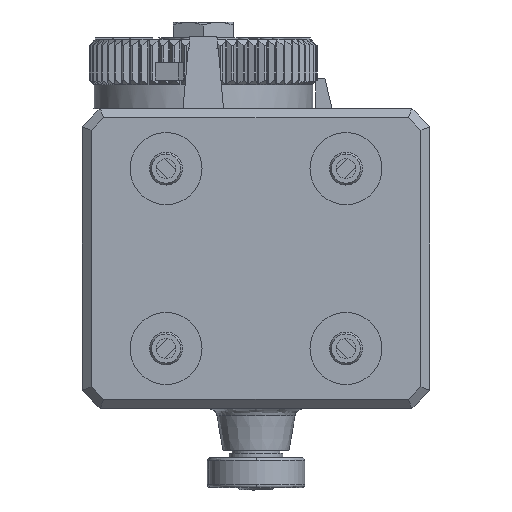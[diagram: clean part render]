
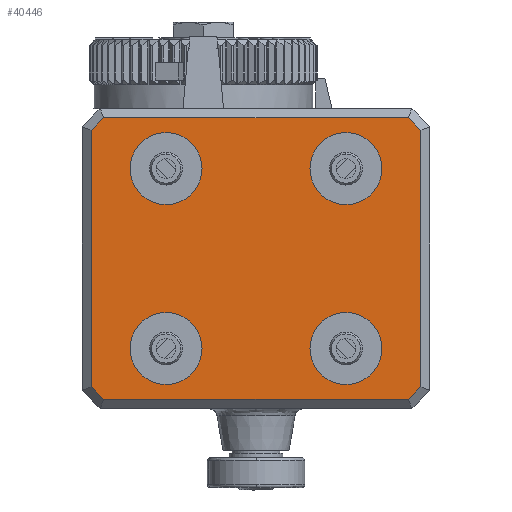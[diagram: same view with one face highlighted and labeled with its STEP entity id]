
A CAD part, front view. The second image highlights one B-rep face of the part: STEP entity #40446.
In plain terms, the highlighted planar face has unit normal (0, -1, 0).
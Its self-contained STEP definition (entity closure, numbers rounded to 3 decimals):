
#122 = DIRECTION ( 'NONE',  ( 0., 0., 1. ) ) ;
#257 = FACE_BOUND ( 'NONE', #53623, .T. ) ;
#538 = CARTESIAN_POINT ( 'NONE',  ( -25.379, -46.7, 23.5 ) ) ;
#891 = ORIENTED_EDGE ( 'NONE', *, *, #83805, .T. ) ;
#1140 = EDGE_CURVE ( 'NONE', #38578, #62435, #74278, .T. ) ;
#1265 = CARTESIAN_POINT ( 'NONE',  ( 15., -46.7, 21. ) ) ;
#1861 = DIRECTION ( 'NONE',  ( -1., 0., 0. ) ) ;
#2354 = LINE ( 'NONE', #49174, #66562 ) ;
#2513 = LINE ( 'NONE', #538, #71416 ) ;
#2696 = ORIENTED_EDGE ( 'NONE', *, *, #42470, .T. ) ;
#4105 = ORIENTED_EDGE ( 'NONE', *, *, #91545, .T. ) ;
#5217 = CARTESIAN_POINT ( 'NONE',  ( 15., -46.7, 15. ) ) ;
#5468 = VECTOR ( 'NONE', #67269, 1000. ) ;
#5879 = AXIS2_PLACEMENT_3D ( 'NONE', #7042, #14993, #45426 ) ;
#7042 = CARTESIAN_POINT ( 'NONE',  ( 15., -46.7, -15. ) ) ;
#7579 = DIRECTION ( 'NONE',  ( 0., 1., 0. ) ) ;
#7807 = VERTEX_POINT ( 'NONE', #45611 ) ;
#8535 = AXIS2_PLACEMENT_3D ( 'NONE', #5217, #72020, #96849 ) ;
#8564 = ORIENTED_EDGE ( 'NONE', *, *, #25010, .T. ) ;
#9998 = DIRECTION ( 'NONE',  ( 0., 1., 0. ) ) ;
#10652 = CARTESIAN_POINT ( 'NONE',  ( 27.5, -46.7, -21.379 ) ) ;
#11099 = VERTEX_POINT ( 'NONE', #12693 ) ;
#12693 = CARTESIAN_POINT ( 'NONE',  ( 15., -46.7, -21. ) ) ;
#13361 = ORIENTED_EDGE ( 'NONE', *, *, #28830, .T. ) ;
#14993 = DIRECTION ( 'NONE',  ( 0., 1., 0. ) ) ;
#15436 = ORIENTED_EDGE ( 'NONE', *, *, #39004, .T. ) ;
#15972 = EDGE_CURVE ( 'NONE', #87807, #38578, #21571, .T. ) ;
#16072 = CARTESIAN_POINT ( 'NONE',  ( 27.5, -46.7, -25. ) ) ;
#16611 = VERTEX_POINT ( 'NONE', #31881 ) ;
#18369 = ORIENTED_EDGE ( 'NONE', *, *, #86778, .T. ) ;
#18616 = EDGE_LOOP ( 'NONE', ( #92345, #52863 ) ) ;
#21571 = LINE ( 'NONE', #16072, #31707 ) ;
#22575 = LINE ( 'NONE', #51543, #98035 ) ;
#22738 = EDGE_LOOP ( 'NONE', ( #8564, #2696 ) ) ;
#23322 = CIRCLE ( 'NONE', #5879, 6. ) ;
#23866 = CARTESIAN_POINT ( 'NONE',  ( 27.5, -46.7, 21.379 ) ) ;
#24728 = DIRECTION ( 'NONE',  ( 0., 1., 0. ) ) ;
#25010 = EDGE_CURVE ( 'NONE', #28121, #58984, #75710, .T. ) ;
#27101 = CARTESIAN_POINT ( 'NONE',  ( -25.379, -46.7, 23.5 ) ) ;
#27955 = DIRECTION ( 'NONE',  ( -0.707, 0., 0.707 ) ) ;
#27957 = DIRECTION ( 'NONE',  ( 0., 1., 0. ) ) ;
#28121 = VERTEX_POINT ( 'NONE', #83940 ) ;
#28830 = EDGE_CURVE ( 'NONE', #30535, #33531, #85926, .T. ) ;
#28930 = CARTESIAN_POINT ( 'NONE',  ( 25.379, -46.7, -23.5 ) ) ;
#30535 = VERTEX_POINT ( 'NONE', #48330 ) ;
#31434 = CARTESIAN_POINT ( 'NONE',  ( -15., -46.7, 15. ) ) ;
#31707 = VECTOR ( 'NONE', #84371, 1000. ) ;
#31881 = CARTESIAN_POINT ( 'NONE',  ( 15., -46.7, -9. ) ) ;
#32335 = VERTEX_POINT ( 'NONE', #1265 ) ;
#33375 = DIRECTION ( 'NONE',  ( 0., 0., 1. ) ) ;
#33531 = VERTEX_POINT ( 'NONE', #92111 ) ;
#34061 = ORIENTED_EDGE ( 'NONE', *, *, #81326, .T. ) ;
#34572 = ORIENTED_EDGE ( 'NONE', *, *, #98318, .T. ) ;
#35589 = CIRCLE ( 'NONE', #70623, 6. ) ;
#35887 = ORIENTED_EDGE ( 'NONE', *, *, #92134, .T. ) ;
#36321 = VECTOR ( 'NONE', #57713, 1000. ) ;
#37072 = DIRECTION ( 'NONE',  ( 0., 1., 0. ) ) ;
#38578 = VERTEX_POINT ( 'NONE', #23866 ) ;
#38727 = CARTESIAN_POINT ( 'NONE',  ( 25.379, -46.7, 23.5 ) ) ;
#39004 = EDGE_CURVE ( 'NONE', #62435, #68471, #2354, .T. ) ;
#40446 = ADVANCED_FACE ( 'NONE', ( #84952, #68507, #91908, #257, #53081 ), #75494, .T. ) ;
#40780 = VERTEX_POINT ( 'NONE', #62737 ) ;
#41900 = CIRCLE ( 'NONE', #97343, 6. ) ;
#42470 = EDGE_CURVE ( 'NONE', #58984, #28121, #57916, .T. ) ;
#42550 = EDGE_CURVE ( 'NONE', #32335, #40780, #51513, .T. ) ;
#44271 = ORIENTED_EDGE ( 'NONE', *, *, #77253, .T. ) ;
#45426 = DIRECTION ( 'NONE',  ( 0., 0., 1. ) ) ;
#45611 = CARTESIAN_POINT ( 'NONE',  ( -27.5, -46.7, 21.379 ) ) ;
#48330 = CARTESIAN_POINT ( 'NONE',  ( -15., -46.7, -9. ) ) ;
#49174 = CARTESIAN_POINT ( 'NONE',  ( 29., -46.7, 23.5 ) ) ;
#49949 = EDGE_LOOP ( 'NONE', ( #66304, #52822, #15436, #34572, #35887, #34061, #63818, #44271 ) ) ;
#49961 = AXIS2_PLACEMENT_3D ( 'NONE', #73900, #7579, #122 ) ;
#51513 = CIRCLE ( 'NONE', #8535, 6. ) ;
#51543 = CARTESIAN_POINT ( 'NONE',  ( -27.5, -46.7, -25. ) ) ;
#52822 = ORIENTED_EDGE ( 'NONE', *, *, #1140, .T. ) ;
#52863 = ORIENTED_EDGE ( 'NONE', *, *, #94371, .T. ) ;
#53016 = DIRECTION ( 'NONE',  ( 0., 0., -1. ) ) ;
#53081 = FACE_OUTER_BOUND ( 'NONE', #49949, .T. ) ;
#53574 = DIRECTION ( 'NONE',  ( 0., -1., 0. ) ) ;
#53623 = EDGE_LOOP ( 'NONE', ( #891, #4105 ) ) ;
#55047 = CARTESIAN_POINT ( 'NONE',  ( 15., -46.7, -15. ) ) ;
#55707 = CARTESIAN_POINT ( 'NONE',  ( -25.379, -46.7, -23.5 ) ) ;
#57713 = DIRECTION ( 'NONE',  ( 0.707, 0., 0.707 ) ) ;
#57916 = CIRCLE ( 'NONE', #49961, 6. ) ;
#58647 = AXIS2_PLACEMENT_3D ( 'NONE', #59837, #96698, #98180 ) ;
#58984 = VERTEX_POINT ( 'NONE', #74011 ) ;
#59837 = CARTESIAN_POINT ( 'NONE',  ( 15., -46.7, 15. ) ) ;
#61276 = VERTEX_POINT ( 'NONE', #55707 ) ;
#62382 = AXIS2_PLACEMENT_3D ( 'NONE', #84451, #53574, #69503 ) ;
#62435 = VERTEX_POINT ( 'NONE', #38727 ) ;
#62737 = CARTESIAN_POINT ( 'NONE',  ( 15., -46.7, 9. ) ) ;
#63375 = CIRCLE ( 'NONE', #58647, 6. ) ;
#63617 = VERTEX_POINT ( 'NONE', #85920 ) ;
#63818 = ORIENTED_EDGE ( 'NONE', *, *, #88364, .T. ) ;
#64151 = VERTEX_POINT ( 'NONE', #28930 ) ;
#64687 = LINE ( 'NONE', #73649, #36321 ) ;
#65832 = DIRECTION ( 'NONE',  ( 0., 0., 1. ) ) ;
#66304 = ORIENTED_EDGE ( 'NONE', *, *, #15972, .T. ) ;
#66562 = VECTOR ( 'NONE', #1861, 1000. ) ;
#67269 = DIRECTION ( 'NONE',  ( 1., 0., 0. ) ) ;
#67481 = EDGE_LOOP ( 'NONE', ( #13361, #18369 ) ) ;
#67754 = AXIS2_PLACEMENT_3D ( 'NONE', #31434, #9998, #33375 ) ;
#68471 = VERTEX_POINT ( 'NONE', #27101 ) ;
#68507 = FACE_BOUND ( 'NONE', #18616, .T. ) ;
#69115 = DIRECTION ( 'NONE',  ( 0., 0., 1. ) ) ;
#69503 = DIRECTION ( 'NONE',  ( 0., 0., -1. ) ) ;
#69786 = DIRECTION ( 'NONE',  ( -0.707, 0., -0.707 ) ) ;
#70623 = AXIS2_PLACEMENT_3D ( 'NONE', #55047, #27957, #65832 ) ;
#71416 = VECTOR ( 'NONE', #69786, 1000. ) ;
#72020 = DIRECTION ( 'NONE',  ( 0., 1., 0. ) ) ;
#73649 = CARTESIAN_POINT ( 'NONE',  ( 25.379, -46.7, -23.5 ) ) ;
#73900 = CARTESIAN_POINT ( 'NONE',  ( -15., -46.7, 15. ) ) ;
#74011 = CARTESIAN_POINT ( 'NONE',  ( -15., -46.7, 9. ) ) ;
#74278 = LINE ( 'NONE', #88741, #81875 ) ;
#75494 = PLANE ( 'NONE',  #62382 ) ;
#75710 = CIRCLE ( 'NONE', #67754, 6. ) ;
#75728 = CARTESIAN_POINT ( 'NONE',  ( 29., -46.7, -23.5 ) ) ;
#76207 = LINE ( 'NONE', #75728, #5468 ) ;
#76493 = VECTOR ( 'NONE', #80379, 1000. ) ;
#77253 = EDGE_CURVE ( 'NONE', #64151, #87807, #64687, .T. ) ;
#77570 = CARTESIAN_POINT ( 'NONE',  ( -15., -46.7, -15. ) ) ;
#80379 = DIRECTION ( 'NONE',  ( 0.707, 0., -0.707 ) ) ;
#81326 = EDGE_CURVE ( 'NONE', #63617, #61276, #88354, .T. ) ;
#81875 = VECTOR ( 'NONE', #27955, 1000. ) ;
#83805 = EDGE_CURVE ( 'NONE', #16611, #11099, #35589, .T. ) ;
#83940 = CARTESIAN_POINT ( 'NONE',  ( -15., -46.7, 21. ) ) ;
#84371 = DIRECTION ( 'NONE',  ( 0., 0., 1. ) ) ;
#84451 = CARTESIAN_POINT ( 'NONE',  ( 29., -46.7, -25. ) ) ;
#84952 = FACE_BOUND ( 'NONE', #67481, .T. ) ;
#85920 = CARTESIAN_POINT ( 'NONE',  ( -27.5, -46.7, -21.379 ) ) ;
#85926 = CIRCLE ( 'NONE', #92316, 6. ) ;
#86778 = EDGE_CURVE ( 'NONE', #33531, #30535, #41900, .T. ) ;
#87376 = CARTESIAN_POINT ( 'NONE',  ( -27.5, -46.7, -21.379 ) ) ;
#87807 = VERTEX_POINT ( 'NONE', #10652 ) ;
#88354 = LINE ( 'NONE', #87376, #76493 ) ;
#88364 = EDGE_CURVE ( 'NONE', #61276, #64151, #76207, .T. ) ;
#88741 = CARTESIAN_POINT ( 'NONE',  ( 27.5, -46.7, 21.379 ) ) ;
#91545 = EDGE_CURVE ( 'NONE', #11099, #16611, #23322, .T. ) ;
#91908 = FACE_BOUND ( 'NONE', #22738, .T. ) ;
#92111 = CARTESIAN_POINT ( 'NONE',  ( -15., -46.7, -21. ) ) ;
#92134 = EDGE_CURVE ( 'NONE', #7807, #63617, #22575, .T. ) ;
#92316 = AXIS2_PLACEMENT_3D ( 'NONE', #77570, #24728, #69115 ) ;
#92345 = ORIENTED_EDGE ( 'NONE', *, *, #42550, .T. ) ;
#94371 = EDGE_CURVE ( 'NONE', #40780, #32335, #63375, .T. ) ;
#96698 = DIRECTION ( 'NONE',  ( 0., 1., 0. ) ) ;
#96848 = CARTESIAN_POINT ( 'NONE',  ( -15., -46.7, -15. ) ) ;
#96849 = DIRECTION ( 'NONE',  ( 0., 0., 1. ) ) ;
#97343 = AXIS2_PLACEMENT_3D ( 'NONE', #96848, #37072, #97346 ) ;
#97346 = DIRECTION ( 'NONE',  ( 0., 0., 1. ) ) ;
#98035 = VECTOR ( 'NONE', #53016, 1000. ) ;
#98180 = DIRECTION ( 'NONE',  ( 0., 0., 1. ) ) ;
#98318 = EDGE_CURVE ( 'NONE', #68471, #7807, #2513, .T. ) ;
